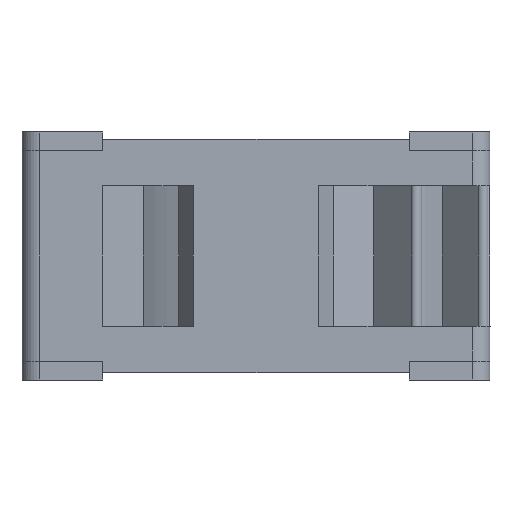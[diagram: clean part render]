
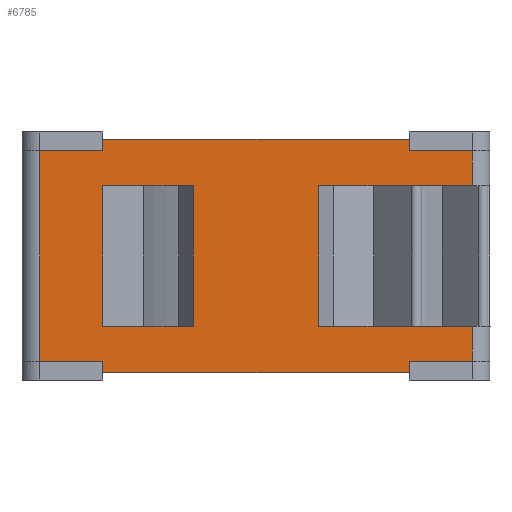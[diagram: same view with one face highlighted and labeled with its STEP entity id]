
A CAD part, left-side view. The second image highlights one B-rep face of the part: STEP entity #6785.
In plain terms, the highlighted planar face has unit normal (-1, 0, 0).
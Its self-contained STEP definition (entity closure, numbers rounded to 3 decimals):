
#64=FACE_BOUND('',#912,.T.);
#247=PLANE('',#7380);
#507=FACE_OUTER_BOUND('',#911,.T.);
#911=EDGE_LOOP('',(#4978,#4979,#4980,#4981,#4982,#4983,#4984,#4985,#4986,
#4987,#4988,#4989,#4990,#4991,#4992,#4993));
#912=EDGE_LOOP('',(#4994,#4995,#4996,#4997));
#1410=LINE('',#10864,#1976);
#1483=LINE('',#11017,#2049);
#1484=LINE('',#11019,#2050);
#1485=LINE('',#11021,#2051);
#1486=LINE('',#11023,#2052);
#1487=LINE('',#11025,#2053);
#1488=LINE('',#11027,#2054);
#1489=LINE('',#11029,#2055);
#1490=LINE('',#11031,#2056);
#1491=LINE('',#11033,#2057);
#1492=LINE('',#11035,#2058);
#1493=LINE('',#11037,#2059);
#1494=LINE('',#11039,#2060);
#1495=LINE('',#11041,#2061);
#1496=LINE('',#11043,#2062);
#1497=LINE('',#11044,#2063);
#1498=LINE('',#11047,#2064);
#1499=LINE('',#11049,#2065);
#1500=LINE('',#11051,#2066);
#1501=LINE('',#11052,#2067);
#1976=VECTOR('',#8520,1000.);
#2049=VECTOR('',#8609,1000.);
#2050=VECTOR('',#8610,1000.);
#2051=VECTOR('',#8611,1000.);
#2052=VECTOR('',#8612,1000.);
#2053=VECTOR('',#8613,1000.);
#2054=VECTOR('',#8614,1000.);
#2055=VECTOR('',#8615,1000.);
#2056=VECTOR('',#8616,1000.);
#2057=VECTOR('',#8617,1000.);
#2058=VECTOR('',#8618,1000.);
#2059=VECTOR('',#8619,1000.);
#2060=VECTOR('',#8620,1000.);
#2061=VECTOR('',#8621,1000.);
#2062=VECTOR('',#8622,1000.);
#2063=VECTOR('',#8623,1000.);
#2064=VECTOR('',#8624,1000.);
#2065=VECTOR('',#8625,1000.);
#2066=VECTOR('',#8626,1000.);
#2067=VECTOR('',#8627,1000.);
#3000=VERTEX_POINT('',#10860);
#3002=VERTEX_POINT('',#10863);
#3074=VERTEX_POINT('',#11016);
#3075=VERTEX_POINT('',#11018);
#3076=VERTEX_POINT('',#11020);
#3077=VERTEX_POINT('',#11022);
#3078=VERTEX_POINT('',#11024);
#3079=VERTEX_POINT('',#11026);
#3080=VERTEX_POINT('',#11028);
#3081=VERTEX_POINT('',#11030);
#3082=VERTEX_POINT('',#11032);
#3083=VERTEX_POINT('',#11034);
#3084=VERTEX_POINT('',#11036);
#3085=VERTEX_POINT('',#11038);
#3086=VERTEX_POINT('',#11040);
#3087=VERTEX_POINT('',#11042);
#3088=VERTEX_POINT('',#11045);
#3089=VERTEX_POINT('',#11046);
#3090=VERTEX_POINT('',#11048);
#3091=VERTEX_POINT('',#11050);
#3731=EDGE_CURVE('',#3000,#3002,#1410,.T.);
#3807=EDGE_CURVE('',#3074,#3000,#1483,.T.);
#3808=EDGE_CURVE('',#3074,#3075,#1484,.T.);
#3809=EDGE_CURVE('',#3075,#3076,#1485,.T.);
#3810=EDGE_CURVE('',#3077,#3076,#1486,.T.);
#3811=EDGE_CURVE('',#3078,#3077,#1487,.T.);
#3812=EDGE_CURVE('',#3078,#3079,#1488,.T.);
#3813=EDGE_CURVE('',#3080,#3079,#1489,.T.);
#3814=EDGE_CURVE('',#3080,#3081,#1490,.T.);
#3815=EDGE_CURVE('',#3082,#3081,#1491,.T.);
#3816=EDGE_CURVE('',#3082,#3083,#1492,.T.);
#3817=EDGE_CURVE('',#3084,#3083,#1493,.T.);
#3818=EDGE_CURVE('',#3085,#3084,#1494,.T.);
#3819=EDGE_CURVE('',#3085,#3086,#1495,.T.);
#3820=EDGE_CURVE('',#3087,#3086,#1496,.T.);
#3821=EDGE_CURVE('',#3002,#3087,#1497,.T.);
#3822=EDGE_CURVE('',#3088,#3089,#1498,.T.);
#3823=EDGE_CURVE('',#3088,#3090,#1499,.T.);
#3824=EDGE_CURVE('',#3090,#3091,#1500,.T.);
#3825=EDGE_CURVE('',#3089,#3091,#1501,.T.);
#4978=ORIENTED_EDGE('',*,*,#3807,.F.);
#4979=ORIENTED_EDGE('',*,*,#3808,.T.);
#4980=ORIENTED_EDGE('',*,*,#3809,.T.);
#4981=ORIENTED_EDGE('',*,*,#3810,.F.);
#4982=ORIENTED_EDGE('',*,*,#3811,.F.);
#4983=ORIENTED_EDGE('',*,*,#3812,.T.);
#4984=ORIENTED_EDGE('',*,*,#3813,.F.);
#4985=ORIENTED_EDGE('',*,*,#3814,.T.);
#4986=ORIENTED_EDGE('',*,*,#3815,.F.);
#4987=ORIENTED_EDGE('',*,*,#3816,.T.);
#4988=ORIENTED_EDGE('',*,*,#3817,.F.);
#4989=ORIENTED_EDGE('',*,*,#3818,.F.);
#4990=ORIENTED_EDGE('',*,*,#3819,.T.);
#4991=ORIENTED_EDGE('',*,*,#3820,.F.);
#4992=ORIENTED_EDGE('',*,*,#3821,.F.);
#4993=ORIENTED_EDGE('',*,*,#3731,.F.);
#4994=ORIENTED_EDGE('',*,*,#3822,.F.);
#4995=ORIENTED_EDGE('',*,*,#3823,.T.);
#4996=ORIENTED_EDGE('',*,*,#3824,.T.);
#4997=ORIENTED_EDGE('',*,*,#3825,.F.);
#6785=ADVANCED_FACE('',(#507,#64),#247,.F.);
#7380=AXIS2_PLACEMENT_3D('',#11015,#8607,#8608);
#8520=DIRECTION('',(0.,0.,-1.));
#8607=DIRECTION('center_axis',(1.,0.,0.));
#8608=DIRECTION('ref_axis',(0.,0.,-1.));
#8609=DIRECTION('',(0.,-1.,0.));
#8610=DIRECTION('',(0.,0.,1.));
#8611=DIRECTION('',(0.,-1.,0.));
#8612=DIRECTION('',(0.,0.,-1.));
#8613=DIRECTION('',(0.,-1.,0.));
#8614=DIRECTION('',(0.,0.,1.));
#8615=DIRECTION('',(0.,-1.,0.));
#8616=DIRECTION('',(0.,0.,-1.));
#8617=DIRECTION('',(0.,-1.,0.));
#8618=DIRECTION('',(0.,0.,-1.));
#8619=DIRECTION('',(0.,1.,0.));
#8620=DIRECTION('',(0.,0.,1.));
#8621=DIRECTION('',(0.,-1.,0.));
#8622=DIRECTION('',(0.,0.,-1.));
#8623=DIRECTION('',(0.,1.,0.));
#8624=DIRECTION('',(0.,-1.,0.));
#8625=DIRECTION('',(0.,0.,1.));
#8626=DIRECTION('',(0.,-1.,0.));
#8627=DIRECTION('',(0.,0.,1.));
#10860=CARTESIAN_POINT('',(-19.95,-18.45,3.975));
#10863=CARTESIAN_POINT('',(-19.95,-18.45,1.));
#10864=CARTESIAN_POINT('',(-19.95,-18.45,19.95));
#11015=CARTESIAN_POINT('Origin',(-19.95,18.45,19.95));
#11016=CARTESIAN_POINT('',(-19.95,-5.355,3.975));
#11017=CARTESIAN_POINT('',(-19.95,-18.45,3.975));
#11018=CARTESIAN_POINT('',(-19.95,-5.355,15.975));
#11019=CARTESIAN_POINT('',(-19.95,-5.355,3.975));
#11020=CARTESIAN_POINT('',(-19.95,-18.45,15.975));
#11021=CARTESIAN_POINT('',(-19.95,-18.45,15.975));
#11022=CARTESIAN_POINT('',(-19.95,-18.45,18.95));
#11023=CARTESIAN_POINT('',(-19.95,-18.45,19.95));
#11024=CARTESIAN_POINT('',(-19.95,-13.075,18.95));
#11025=CARTESIAN_POINT('',(-19.95,18.45,18.95));
#11026=CARTESIAN_POINT('',(-19.95,-13.075,19.95));
#11027=CARTESIAN_POINT('',(-19.95,-13.075,18.95));
#11028=CARTESIAN_POINT('',(-19.95,13.075,19.95));
#11029=CARTESIAN_POINT('',(-19.95,18.45,19.95));
#11030=CARTESIAN_POINT('',(-19.95,13.075,18.95));
#11031=CARTESIAN_POINT('',(-19.95,13.075,18.95));
#11032=CARTESIAN_POINT('',(-19.95,18.45,18.95));
#11033=CARTESIAN_POINT('',(-19.95,18.45,18.95));
#11034=CARTESIAN_POINT('',(-19.95,18.45,1.));
#11035=CARTESIAN_POINT('',(-19.95,18.45,19.95));
#11036=CARTESIAN_POINT('',(-19.95,13.075,1.));
#11037=CARTESIAN_POINT('',(-19.95,18.45,1.));
#11038=CARTESIAN_POINT('',(-19.95,13.075,0.));
#11039=CARTESIAN_POINT('',(-19.95,13.075,1.));
#11040=CARTESIAN_POINT('',(-19.95,-13.075,0.));
#11041=CARTESIAN_POINT('',(-19.95,18.45,0.));
#11042=CARTESIAN_POINT('',(-19.95,-13.075,1.));
#11043=CARTESIAN_POINT('',(-19.95,-13.075,1.));
#11044=CARTESIAN_POINT('',(-19.95,18.45,1.));
#11045=CARTESIAN_POINT('',(-19.95,13.075,3.975));
#11046=CARTESIAN_POINT('',(-19.95,5.355,3.975));
#11047=CARTESIAN_POINT('',(-19.95,5.355,3.975));
#11048=CARTESIAN_POINT('',(-19.95,13.075,15.975));
#11049=CARTESIAN_POINT('',(-19.95,13.075,3.975));
#11050=CARTESIAN_POINT('',(-19.95,5.355,15.975));
#11051=CARTESIAN_POINT('',(-19.95,5.355,15.975));
#11052=CARTESIAN_POINT('',(-19.95,5.355,3.975));
